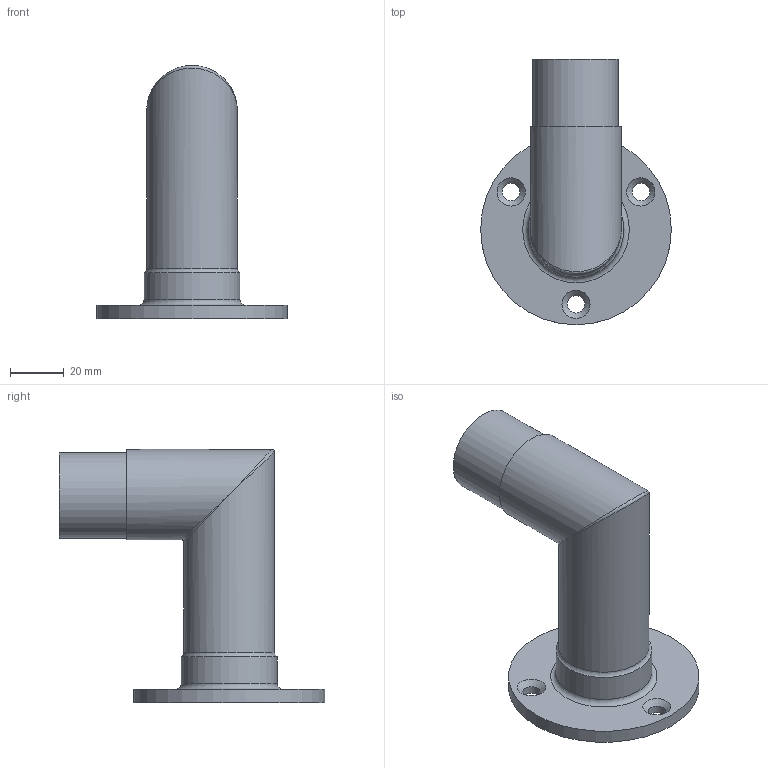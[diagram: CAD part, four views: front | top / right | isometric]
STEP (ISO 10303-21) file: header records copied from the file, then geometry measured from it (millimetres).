
FILE_DESCRIPTION(/* description */ (''),/* implementation_level */ '2;1');
FILE_NAME(/* name */ 'Stecksysteme_X57.stp',/* time_stamp */ '2017-07-25T12:57:47+02:00',/* author */ (''),/* organization */ (''),/* preprocessor_version */ 'ST-DEVELOPER v16',/* originating_system */ 'SIEMENS PLM Software NX 11.0',/* authorisation */ '');
FILE_SCHEMA (('AUTOMOTIVE_DESIGN { 1 0 10303 214 3 1 1 1 }'));
Length unit declared in the file: millimetre
Products named in the file (1): Goge1AB05413n3tz
Bounding box: 71 x 98.72 x 94.22 mm (x, y, z)
Volume: 40746.8 mm3; surface area: 34999.3 mm2
Topology: 1 solids, 1 shells, 25 faces, 55 edges, 32 vertices
Faces by surface type: cylinder 11, plane 7, cone 3, bspline 2, torus 2
Full cylindrical faces by diameter (mm): 6.5 x3, 29.7 x2, 31.798 x1, 32 x1, 33.7 x2, 35.7 x1, 71 x1
Entity records: 800 total; most frequent: CARTESIAN_POINT 286, DIRECTION 110, ORIENTED_EDGE 60, AXIS2_PLACEMENT_3D 55, EDGE_LOOP 52, FACE_BOUND 48, EDGE_CURVE 30, VERTEX_POINT 26
